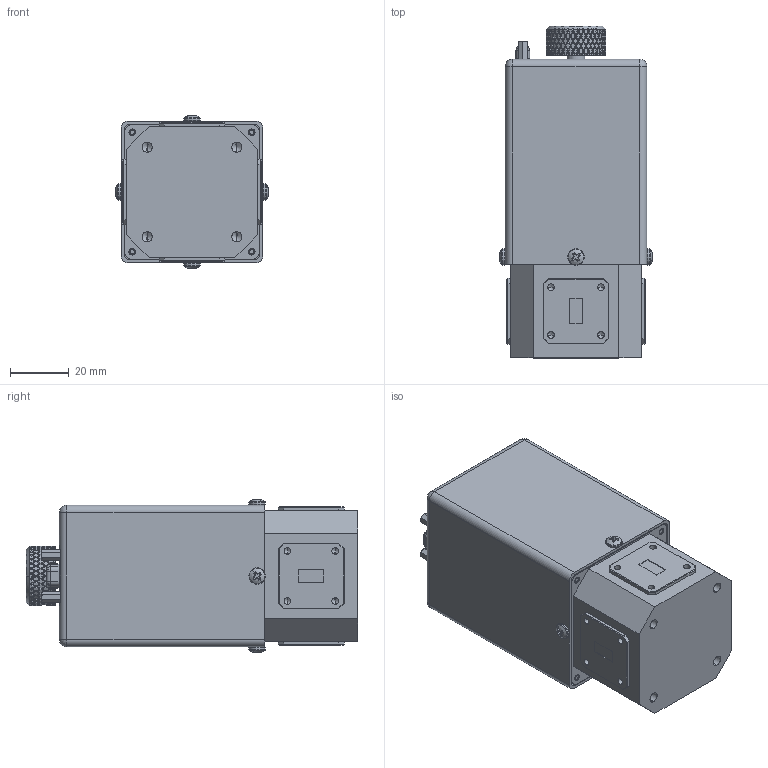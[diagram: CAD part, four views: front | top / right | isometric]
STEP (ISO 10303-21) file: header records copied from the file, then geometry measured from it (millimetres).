
FILE_DESCRIPTION (( 'STEP AP214' ), '1' );
FILE_NAME ('WJ-LM3, DF.STEP', '2025-10-23T19:56:43', ( '' ), ( '' ), 'SwSTEP 2.0', 'SolidWorks 2021', '' );
FILE_SCHEMA (( 'AUTOMOTIVE_DESIGN' ));
Length unit declared in the file: inch
Products named in the file (1): WJ-LM3, DF
Bounding box: 52.18 x 112.92 x 52.18 mm (x, y, z)
Volume: 225905.8 mm3; surface area: 28867.4 mm2
Topology: 3 solids, 3 shells, 2126 faces, 5128 edges, 3020 vertices
Faces by surface type: bspline 898, cylinder 735, plane 292, cone 159, torus 30, sphere 12
Entity records: 148238 total; most frequent: CARTESIAN_POINT 110804, ORIENTED_EDGE 10124, DIRECTION 5288, EDGE_CURVE 5062, VERTEX_POINT 3020, EDGE_LOOP 2214, ADVANCED_FACE 2126, FACE_OUTER_BOUND 2126
